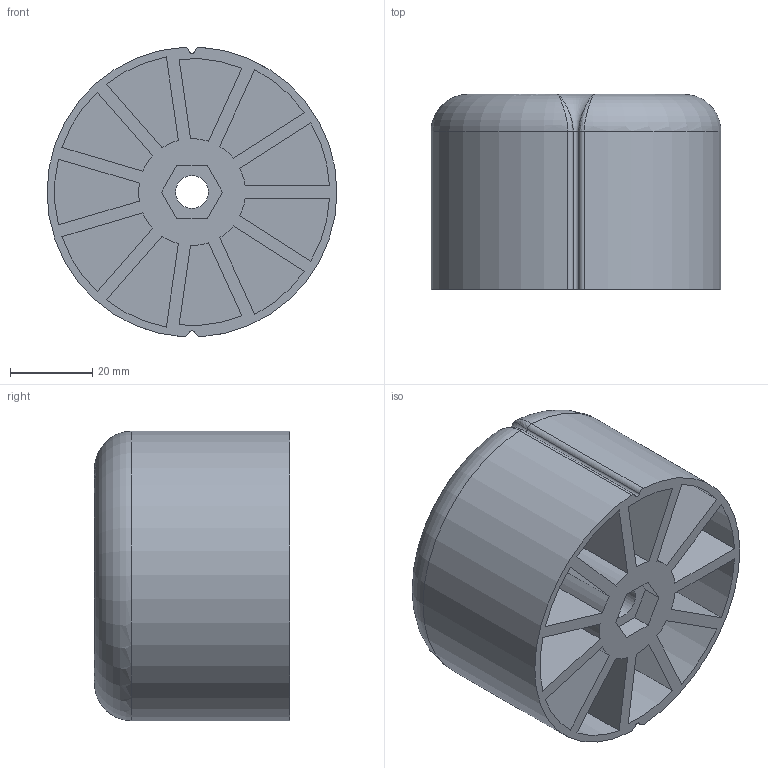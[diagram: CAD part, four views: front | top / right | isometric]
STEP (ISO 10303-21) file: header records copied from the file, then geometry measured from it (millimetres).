
FILE_DESCRIPTION(/* description */ (''),/* implementation_level */ '2;1');
FILE_NAME(/* name */ 'Schwinn-Cup-and-insert - combined v2.step',/* time_stamp */ '2021-12-13T21:30:51-05:00',/* author */ (''),/* organization */ (''),/* preprocessor_version */ 'ST-DEVELOPER v18.1',/* originating_system */ 'Autodesk Translation Framework v10.10.0.1391',/* authorisation */ '');
FILE_SCHEMA (('AUTOMOTIVE_DESIGN { 1 0 10303 214 3 1 1 }'));
Length unit declared in the file: millimetre
Products named in the file (1): IC4 Knob Cup HEX
Bounding box: 70.6 x 47.5 x 70.46 mm (x, y, z)
Volume: 82046.6 mm3; surface area: 34704 mm2
Topology: 1 solids, 1 shells, 108 faces, 256 edges, 160 vertices
Faces by surface type: plane 44, cylinder 44, torus 16, bspline 4
Full cylindrical faces by diameter (mm): 8 x1, 24 x1
Entity records: 3565 total; most frequent: CARTESIAN_POINT 1013, DIRECTION 546, ORIENTED_EDGE 504, EDGE_CURVE 252, AXIS2_PLACEMENT_3D 209, VERTEX_POINT 160, LINE 128, VECTOR 128
